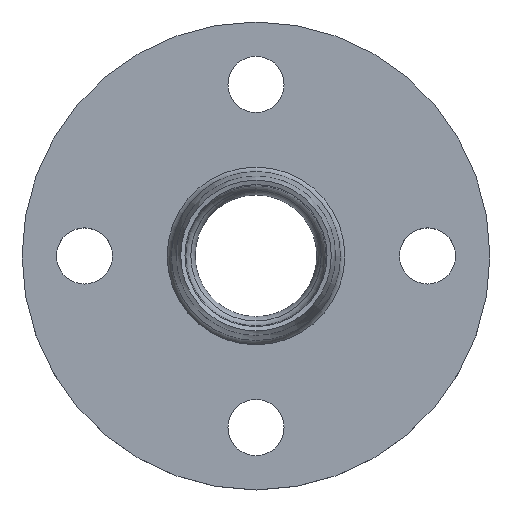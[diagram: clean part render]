
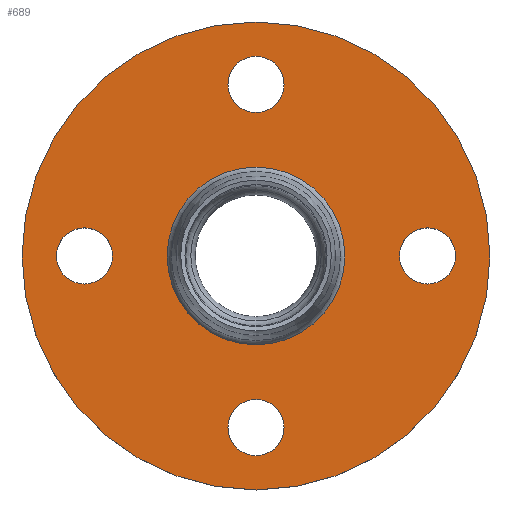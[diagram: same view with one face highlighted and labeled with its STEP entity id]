
A CAD part, top view. The second image highlights one B-rep face of the part: STEP entity #689.
In plain terms, the highlighted planar face has unit normal (0, 0, 1).
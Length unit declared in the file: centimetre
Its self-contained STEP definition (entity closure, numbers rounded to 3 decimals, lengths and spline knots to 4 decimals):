
#24=FACE_BOUND('',#187,.T.);
#25=FACE_BOUND('',#188,.T.);
#26=FACE_BOUND('',#189,.T.);
#27=FACE_BOUND('',#190,.T.);
#28=FACE_BOUND('',#191,.T.);
#32=PLANE('',#808);
#139=FACE_OUTER_BOUND('',#186,.T.);
#186=EDGE_LOOP('',(#623));
#187=EDGE_LOOP('',(#624));
#188=EDGE_LOOP('',(#625));
#189=EDGE_LOOP('',(#626));
#190=EDGE_LOOP('',(#627));
#191=EDGE_LOOP('',(#628));
#260=CIRCLE('',#786,28.483);
#269=CIRCLE('',#799,75.);
#270=CIRCLE('',#801,9.);
#271=CIRCLE('',#803,9.);
#272=CIRCLE('',#805,9.);
#273=CIRCLE('',#807,9.);
#323=VERTEX_POINT('',#1332);
#332=VERTEX_POINT('',#1356);
#333=VERTEX_POINT('',#1360);
#334=VERTEX_POINT('',#1364);
#335=VERTEX_POINT('',#1368);
#336=VERTEX_POINT('',#1372);
#415=EDGE_CURVE('',#323,#323,#260,.T.);
#426=EDGE_CURVE('',#332,#332,#269,.T.);
#427=EDGE_CURVE('',#333,#333,#270,.T.);
#429=EDGE_CURVE('',#334,#334,#271,.T.);
#431=EDGE_CURVE('',#335,#335,#272,.T.);
#433=EDGE_CURVE('',#336,#336,#273,.T.);
#623=ORIENTED_EDGE('',*,*,#426,.T.);
#624=ORIENTED_EDGE('',*,*,#415,.T.);
#625=ORIENTED_EDGE('',*,*,#433,.T.);
#626=ORIENTED_EDGE('',*,*,#431,.T.);
#627=ORIENTED_EDGE('',*,*,#429,.T.);
#628=ORIENTED_EDGE('',*,*,#427,.T.);
#689=ADVANCED_FACE('',(#139,#24,#25,#26,#27,#28),#32,.F.);
#786=AXIS2_PLACEMENT_3D('',#1334,#1009,#1010);
#799=AXIS2_PLACEMENT_3D('',#1358,#1037,#1038);
#801=AXIS2_PLACEMENT_3D('',#1361,#1041,#1042);
#803=AXIS2_PLACEMENT_3D('',#1365,#1046,#1047);
#805=AXIS2_PLACEMENT_3D('',#1369,#1051,#1052);
#807=AXIS2_PLACEMENT_3D('',#1373,#1056,#1057);
#808=AXIS2_PLACEMENT_3D('',#1375,#1059,#1060);
#1009=DIRECTION('center_axis',(0.,0.,-1.));
#1010=DIRECTION('ref_axis',(0.,1.,0.));
#1037=DIRECTION('center_axis',(0.,0.,1.));
#1038=DIRECTION('ref_axis',(1.,0.,0.));
#1041=DIRECTION('center_axis',(0.,0.,-1.));
#1042=DIRECTION('ref_axis',(1.,0.,0.));
#1046=DIRECTION('center_axis',(0.,0.,-1.));
#1047=DIRECTION('ref_axis',(-1.,0.,0.));
#1051=DIRECTION('center_axis',(0.,0.,-1.));
#1052=DIRECTION('ref_axis',(0.,1.,0.));
#1056=DIRECTION('center_axis',(0.,0.,-1.));
#1057=DIRECTION('ref_axis',(0.,-1.,0.));
#1059=DIRECTION('center_axis',(0.,0.,-1.));
#1060=DIRECTION('ref_axis',(-1.,0.,0.));
#1332=CARTESIAN_POINT('',(97.3691,-120.9193,54.6503));
#1334=CARTESIAN_POINT('Origin',(97.3691,-92.4363,54.6503));
#1356=CARTESIAN_POINT('',(22.3691,-92.4363,54.6503));
#1358=CARTESIAN_POINT('Origin',(97.3691,-92.4363,54.6503));
#1360=CARTESIAN_POINT('',(33.3691,-92.4363,54.6503));
#1361=CARTESIAN_POINT('Origin',(42.3691,-92.4363,54.6503));
#1364=CARTESIAN_POINT('',(161.3691,-92.4363,54.6503));
#1365=CARTESIAN_POINT('Origin',(152.3691,-92.4363,54.6503));
#1368=CARTESIAN_POINT('',(97.3691,-156.4363,54.6503));
#1369=CARTESIAN_POINT('Origin',(97.3691,-147.4363,54.6503));
#1372=CARTESIAN_POINT('',(97.3691,-28.4363,54.6503));
#1373=CARTESIAN_POINT('Origin',(97.3691,-37.4363,54.6503));
#1375=CARTESIAN_POINT('Origin',(97.3691,-92.4363,54.6503));
